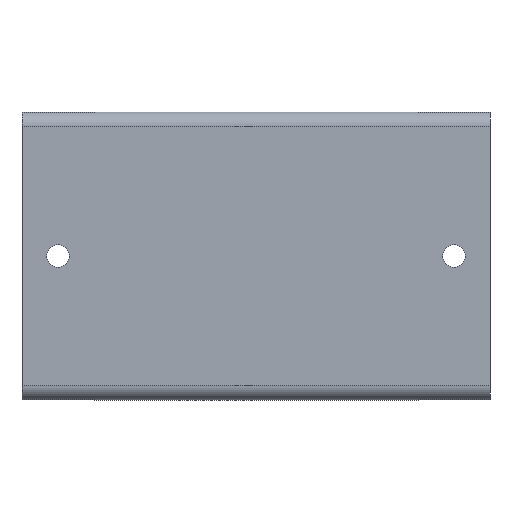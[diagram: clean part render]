
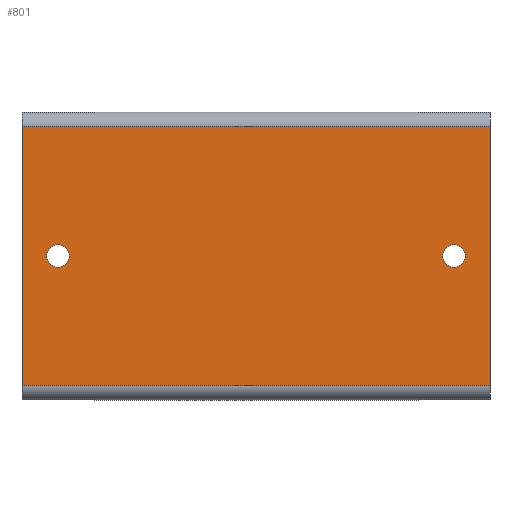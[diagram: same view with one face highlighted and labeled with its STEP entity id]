
A CAD part, front view. The second image highlights one B-rep face of the part: STEP entity #801.
In plain terms, the highlighted planar face has unit normal (0, -1, 0).
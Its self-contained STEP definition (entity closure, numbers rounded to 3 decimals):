
#137=DIRECTION('',(1.,0.,0.));
#138=VECTOR('',#137,130.);
#139=CARTESIAN_POINT('',(-65.,-10.,-36.));
#140=LINE('',#139,#138);
#162=DIRECTION('',(0.,0.,-1.));
#163=VECTOR('',#162,72.);
#164=CARTESIAN_POINT('',(-65.,-10.,36.));
#165=LINE('',#164,#163);
#193=DIRECTION('',(1.,0.,0.));
#194=VECTOR('',#193,130.);
#195=CARTESIAN_POINT('',(-65.,-10.,36.));
#196=LINE('',#195,#194);
#197=CARTESIAN_POINT('',(-55.,-10.,0.));
#198=DIRECTION('',(0.,1.,0.));
#199=DIRECTION('',(1.,0.,0.));
#200=AXIS2_PLACEMENT_3D('',#197,#198,#199);
#202=CARTESIAN_POINT('',(-55.,-10.,0.));
#203=DIRECTION('',(0.,1.,0.));
#204=DIRECTION('',(-1.,0.,0.));
#205=AXIS2_PLACEMENT_3D('',#202,#203,#204);
#207=CARTESIAN_POINT('',(55.,-10.,0.));
#208=DIRECTION('',(0.,1.,0.));
#209=DIRECTION('',(1.,0.,0.));
#210=AXIS2_PLACEMENT_3D('',#207,#208,#209);
#212=CARTESIAN_POINT('',(55.,-10.,0.));
#213=DIRECTION('',(0.,1.,0.));
#214=DIRECTION('',(-1.,0.,0.));
#215=AXIS2_PLACEMENT_3D('',#212,#213,#214);
#249=DIRECTION('',(0.,0.,-1.));
#250=VECTOR('',#249,72.);
#251=CARTESIAN_POINT('',(65.,-10.,36.));
#252=LINE('',#251,#250);
#401=CARTESIAN_POINT('',(-65.,-10.,36.));
#402=CARTESIAN_POINT('',(-65.,-10.,-36.));
#403=VERTEX_POINT('',#401);
#404=VERTEX_POINT('',#402);
#405=CARTESIAN_POINT('',(65.,-10.,36.));
#406=CARTESIAN_POINT('',(65.,-10.,-36.));
#407=VERTEX_POINT('',#405);
#408=VERTEX_POINT('',#406);
#417=CARTESIAN_POINT('',(-51.85,-10.,0.));
#418=CARTESIAN_POINT('',(-58.15,-10.,0.));
#419=VERTEX_POINT('',#417);
#420=VERTEX_POINT('',#418);
#421=CARTESIAN_POINT('',(58.15,-10.,0.));
#422=CARTESIAN_POINT('',(51.85,-10.,0.));
#423=VERTEX_POINT('',#421);
#424=VERTEX_POINT('',#422);
#777=CARTESIAN_POINT('',(-65.,-10.,36.));
#778=DIRECTION('',(0.,-1.,0.));
#779=DIRECTION('',(0.,0.,-1.));
#780=AXIS2_PLACEMENT_3D('',#777,#778,#779);
#781=PLANE('',#780);
#782=ORIENTED_EDGE('',*,*,#763,.F.);
#783=ORIENTED_EDGE('',*,*,#656,.T.);
#785=ORIENTED_EDGE('',*,*,#784,.T.);
#786=ORIENTED_EDGE('',*,*,#737,.F.);
#787=EDGE_LOOP('',(#782,#783,#785,#786));
#788=FACE_OUTER_BOUND('',#787,.F.);
#790=ORIENTED_EDGE('',*,*,#789,.F.);
#792=ORIENTED_EDGE('',*,*,#791,.F.);
#793=EDGE_LOOP('',(#790,#792));
#794=FACE_BOUND('',#793,.F.);
#796=ORIENTED_EDGE('',*,*,#795,.F.);
#798=ORIENTED_EDGE('',*,*,#797,.F.);
#799=EDGE_LOOP('',(#796,#798));
#800=FACE_BOUND('',#799,.F.);
#801=ADVANCED_FACE('',(#788,#794,#800),#781,.T.);
#201=CIRCLE('',#200,3.15);
#206=CIRCLE('',#205,3.15);
#211=CIRCLE('',#210,3.15);
#216=CIRCLE('',#215,3.15);
#656=EDGE_CURVE('',#403,#407,#196,.T.);
#737=EDGE_CURVE('',#404,#408,#140,.T.);
#763=EDGE_CURVE('',#403,#404,#165,.T.);
#784=EDGE_CURVE('',#407,#408,#252,.T.);
#789=EDGE_CURVE('',#419,#420,#201,.T.);
#791=EDGE_CURVE('',#420,#419,#206,.T.);
#795=EDGE_CURVE('',#423,#424,#211,.T.);
#797=EDGE_CURVE('',#424,#423,#216,.T.);
